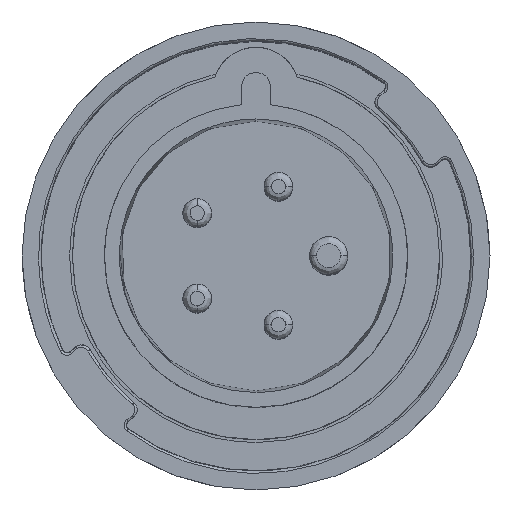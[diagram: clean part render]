
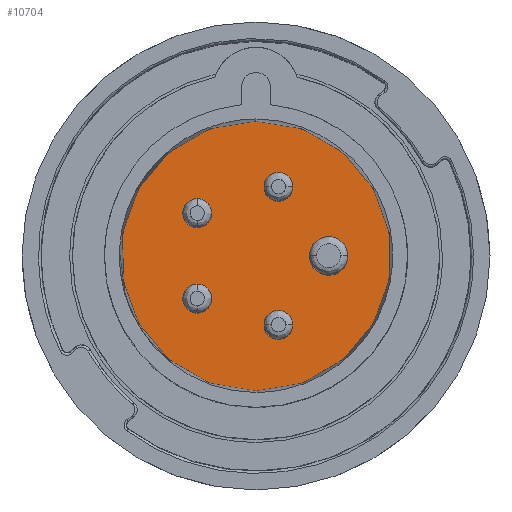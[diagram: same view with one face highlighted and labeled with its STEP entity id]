
A CAD part, top view. The second image highlights one B-rep face of the part: STEP entity #10704.
In plain terms, the highlighted planar face has unit normal (0, 0, 1).
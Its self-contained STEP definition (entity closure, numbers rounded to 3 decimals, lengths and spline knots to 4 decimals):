
#1227 = CARTESIAN_POINT ( 'NONE',  ( 0., 0., -1.6729 ) ) ;
#1454 = DIRECTION ( 'NONE',  ( -1., 0., 0. ) ) ;
#1746 = VERTEX_POINT ( 'NONE', #7138 ) ;
#1981 = CIRCLE ( 'NONE', #16837, 1.1082 ) ;
#2614 = AXIS2_PLACEMENT_3D ( 'NONE', #4605, #63096, #47473 ) ;
#2635 = CARTESIAN_POINT ( 'NONE',  ( -0.4826, 0.3506, -1.6729 ) ) ;
#4605 = CARTESIAN_POINT ( 'NONE',  ( 0.1843, -0.5673, -1.6729 ) ) ;
#4650 = EDGE_CURVE ( 'NONE', #34244, #44146, #90424, .T. ) ;
#5301 = EDGE_LOOP ( 'NONE', ( #86976, #38222 ) ) ;
#7138 = CARTESIAN_POINT ( 'NONE',  ( 0.754, 0., -1.6729 ) ) ;
#7838 = DIRECTION ( 'NONE',  ( -1., 0., 0. ) ) ;
#8601 = AXIS2_PLACEMENT_3D ( 'NONE', #36822, #73442, #13489 ) ;
#10015 = EDGE_CURVE ( 'NONE', #80040, #100955, #86097, .T. ) ;
#10704 = ADVANCED_FACE ( 'NONE', ( #78131, #38386, #17150, #58258, #96605, #48885 ), #13702, .T. ) ;
#13489 = DIRECTION ( 'NONE',  ( 0., 1., 0. ) ) ;
#13702 = PLANE ( 'NONE',  #56218 ) ;
#13703 = DIRECTION ( 'NONE',  ( -1., 0., 0. ) ) ;
#14582 = ORIENTED_EDGE ( 'NONE', *, *, #90853, .T. ) ;
#14936 = VERTEX_POINT ( 'NONE', #106124 ) ;
#15199 = ORIENTED_EDGE ( 'NONE', *, *, #41926, .T. ) ;
#16837 = AXIS2_PLACEMENT_3D ( 'NONE', #1227, #43794, #77505 ) ;
#17003 = DIRECTION ( 'NONE',  ( -1., 0., 0. ) ) ;
#17150 = FACE_BOUND ( 'NONE', #26539, .T. ) ;
#17476 = DIRECTION ( 'NONE',  ( -1., 0., 0. ) ) ;
#17849 = CARTESIAN_POINT ( 'NONE',  ( -0.4826, 0.3506, -1.6729 ) ) ;
#19744 = CIRCLE ( 'NONE', #78976, 0.1575 ) ;
#21869 = CARTESIAN_POINT ( 'NONE',  ( 0.1843, 0.5673, -1.6729 ) ) ;
#22148 = AXIS2_PLACEMENT_3D ( 'NONE', #17849, #67474, #17476 ) ;
#23304 = EDGE_CURVE ( 'NONE', #44146, #34244, #52698, .T. ) ;
#24074 = CARTESIAN_POINT ( 'NONE',  ( 0., 0., -1.6729 ) ) ;
#24502 = CARTESIAN_POINT ( 'NONE',  ( 0.1843, 0.5673, -1.6729 ) ) ;
#24519 = CARTESIAN_POINT ( 'NONE',  ( 0., 1.1082, -1.6729 ) ) ;
#24744 = VERTEX_POINT ( 'NONE', #30413 ) ;
#25347 = DIRECTION ( 'NONE',  ( 0., 1., 0. ) ) ;
#25594 = EDGE_CURVE ( 'NONE', #58010, #105702, #101664, .T. ) ;
#26281 = CARTESIAN_POINT ( 'NONE',  ( 0.1843, -0.5673, -1.6729 ) ) ;
#26539 = EDGE_LOOP ( 'NONE', ( #97084, #69582 ) ) ;
#29821 = AXIS2_PLACEMENT_3D ( 'NONE', #2635, #95561, #70016 ) ;
#30413 = CARTESIAN_POINT ( 'NONE',  ( 0.439, 0., -1.6729 ) ) ;
#32266 = CIRCLE ( 'NONE', #2614, 0.1181 ) ;
#32804 = EDGE_CURVE ( 'NONE', #105702, #58010, #32266, .T. ) ;
#33289 = CARTESIAN_POINT ( 'NONE',  ( 0.5965, 0., -1.6729 ) ) ;
#34244 = VERTEX_POINT ( 'NONE', #99754 ) ;
#36822 = CARTESIAN_POINT ( 'NONE',  ( -0.4826, -0.3506, -1.6729 ) ) ;
#38222 = ORIENTED_EDGE ( 'NONE', *, *, #47731, .T. ) ;
#38386 = FACE_BOUND ( 'NONE', #5301, .T. ) ;
#39240 = CARTESIAN_POINT ( 'NONE',  ( 0., 0., -1.6729 ) ) ;
#39608 = DIRECTION ( 'NONE',  ( 1., 0., 0. ) ) ;
#41130 = AXIS2_PLACEMENT_3D ( 'NONE', #24502, #58922, #7838 ) ;
#41926 = EDGE_CURVE ( 'NONE', #74449, #105678, #80851, .T. ) ;
#43535 = EDGE_CURVE ( 'NONE', #104790, #14936, #63662, .T. ) ;
#43794 = DIRECTION ( 'NONE',  ( 0., 0., 1. ) ) ;
#44146 = VERTEX_POINT ( 'NONE', #86665 ) ;
#44320 = CARTESIAN_POINT ( 'NONE',  ( -0.3645, 0.3506, -1.6729 ) ) ;
#44857 = ORIENTED_EDGE ( 'NONE', *, *, #4650, .T. ) ;
#47473 = DIRECTION ( 'NONE',  ( -1., 0., 0. ) ) ;
#47731 = EDGE_CURVE ( 'NONE', #1746, #24744, #19744, .T. ) ;
#48885 = FACE_BOUND ( 'NONE', #84114, .T. ) ;
#50391 = CARTESIAN_POINT ( 'NONE',  ( 0.0662, -0.5673, -1.6729 ) ) ;
#52698 = CIRCLE ( 'NONE', #56093, 0.1181 ) ;
#52796 = DIRECTION ( 'NONE',  ( -1., 0., 0. ) ) ;
#56093 = AXIS2_PLACEMENT_3D ( 'NONE', #21869, #88854, #13703 ) ;
#56218 = AXIS2_PLACEMENT_3D ( 'NONE', #39240, #98838, #39608 ) ;
#56990 = CARTESIAN_POINT ( 'NONE',  ( -0.4826, -0.2325, -1.6729 ) ) ;
#58010 = VERTEX_POINT ( 'NONE', #93443 ) ;
#58258 = FACE_BOUND ( 'NONE', #88124, .T. ) ;
#58922 = DIRECTION ( 'NONE',  ( 0., 0., -1. ) ) ;
#58974 = EDGE_CURVE ( 'NONE', #105678, #74449, #1981, .T. ) ;
#63096 = DIRECTION ( 'NONE',  ( 0., 0., -1. ) ) ;
#63662 = CIRCLE ( 'NONE', #8601, 0.1181 ) ;
#67474 = DIRECTION ( 'NONE',  ( 0., 0., -1. ) ) ;
#67874 = ORIENTED_EDGE ( 'NONE', *, *, #25594, .T. ) ;
#67925 = AXIS2_PLACEMENT_3D ( 'NONE', #102323, #93820, #25347 ) ;
#68620 = EDGE_LOOP ( 'NONE', ( #14582, #80455 ) ) ;
#68844 = DIRECTION ( 'NONE',  ( 0., 0., -1. ) ) ;
#69582 = ORIENTED_EDGE ( 'NONE', *, *, #103083, .T. ) ;
#70016 = DIRECTION ( 'NONE',  ( -1., 0., 0. ) ) ;
#70879 = CIRCLE ( 'NONE', #75562, 0.1575 ) ;
#71049 = CIRCLE ( 'NONE', #29821, 0.1181 ) ;
#73442 = DIRECTION ( 'NONE',  ( 0., 0., -1. ) ) ;
#74449 = VERTEX_POINT ( 'NONE', #76688 ) ;
#74557 = AXIS2_PLACEMENT_3D ( 'NONE', #26281, #68844, #1454 ) ;
#74658 = ORIENTED_EDGE ( 'NONE', *, *, #58974, .T. ) ;
#75562 = AXIS2_PLACEMENT_3D ( 'NONE', #33289, #92521, #17003 ) ;
#76688 = CARTESIAN_POINT ( 'NONE',  ( 0., -1.1082, -1.6729 ) ) ;
#77505 = DIRECTION ( 'NONE',  ( 0., -1., 0. ) ) ;
#78131 = FACE_OUTER_BOUND ( 'NONE', #92788, .T. ) ;
#78976 = AXIS2_PLACEMENT_3D ( 'NONE', #86122, #103878, #52796 ) ;
#79218 = EDGE_CURVE ( 'NONE', #24744, #1746, #70879, .T. ) ;
#80040 = VERTEX_POINT ( 'NONE', #44320 ) ;
#80455 = ORIENTED_EDGE ( 'NONE', *, *, #10015, .T. ) ;
#80845 = ORIENTED_EDGE ( 'NONE', *, *, #23304, .T. ) ;
#80851 = CIRCLE ( 'NONE', #85139, 1.1082 ) ;
#82921 = DIRECTION ( 'NONE',  ( 0., 0., 1. ) ) ;
#84114 = EDGE_LOOP ( 'NONE', ( #80845, #44857 ) ) ;
#85139 = AXIS2_PLACEMENT_3D ( 'NONE', #24074, #82921, #100295 ) ;
#86097 = CIRCLE ( 'NONE', #22148, 0.1181 ) ;
#86122 = CARTESIAN_POINT ( 'NONE',  ( 0.5965, 0., -1.6729 ) ) ;
#86665 = CARTESIAN_POINT ( 'NONE',  ( 0.0662, 0.5673, -1.6729 ) ) ;
#86976 = ORIENTED_EDGE ( 'NONE', *, *, #79218, .T. ) ;
#88124 = EDGE_LOOP ( 'NONE', ( #107481, #67874 ) ) ;
#88854 = DIRECTION ( 'NONE',  ( 0., 0., -1. ) ) ;
#90424 = CIRCLE ( 'NONE', #41130, 0.1181 ) ;
#90853 = EDGE_CURVE ( 'NONE', #100955, #80040, #71049, .T. ) ;
#92521 = DIRECTION ( 'NONE',  ( 0., 0., -1. ) ) ;
#92788 = EDGE_LOOP ( 'NONE', ( #15199, #74658 ) ) ;
#93443 = CARTESIAN_POINT ( 'NONE',  ( 0.3024, -0.5673, -1.6729 ) ) ;
#93820 = DIRECTION ( 'NONE',  ( 0., 0., -1. ) ) ;
#95561 = DIRECTION ( 'NONE',  ( 0., 0., -1. ) ) ;
#96605 = FACE_BOUND ( 'NONE', #68620, .T. ) ;
#97084 = ORIENTED_EDGE ( 'NONE', *, *, #43535, .T. ) ;
#97821 = CARTESIAN_POINT ( 'NONE',  ( -0.6007, 0.3506, -1.6729 ) ) ;
#98838 = DIRECTION ( 'NONE',  ( 0., 0., 1. ) ) ;
#99754 = CARTESIAN_POINT ( 'NONE',  ( 0.3024, 0.5673, -1.6729 ) ) ;
#100295 = DIRECTION ( 'NONE',  ( 0., -1., 0. ) ) ;
#100955 = VERTEX_POINT ( 'NONE', #97821 ) ;
#101664 = CIRCLE ( 'NONE', #74557, 0.1181 ) ;
#102323 = CARTESIAN_POINT ( 'NONE',  ( -0.4826, -0.3506, -1.6729 ) ) ;
#103083 = EDGE_CURVE ( 'NONE', #14936, #104790, #105581, .T. ) ;
#103878 = DIRECTION ( 'NONE',  ( 0., 0., -1. ) ) ;
#104790 = VERTEX_POINT ( 'NONE', #56990 ) ;
#105581 = CIRCLE ( 'NONE', #67925, 0.1181 ) ;
#105678 = VERTEX_POINT ( 'NONE', #24519 ) ;
#105702 = VERTEX_POINT ( 'NONE', #50391 ) ;
#106124 = CARTESIAN_POINT ( 'NONE',  ( -0.4826, -0.4687, -1.6729 ) ) ;
#107481 = ORIENTED_EDGE ( 'NONE', *, *, #32804, .T. ) ;
